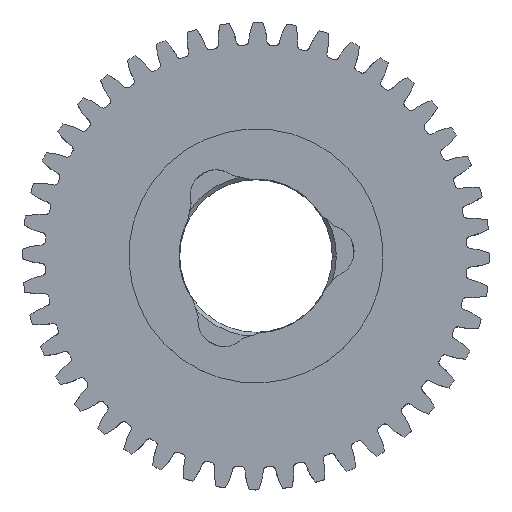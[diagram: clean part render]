
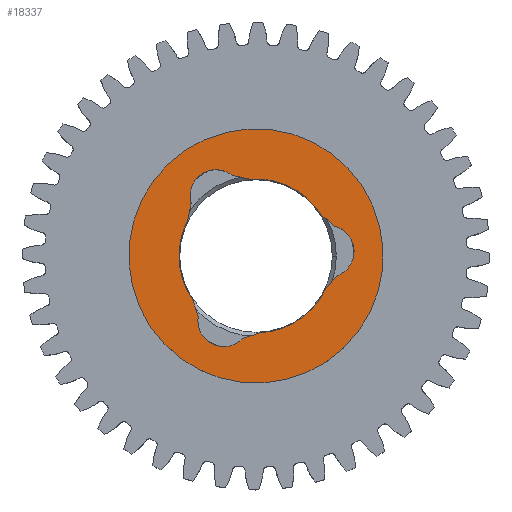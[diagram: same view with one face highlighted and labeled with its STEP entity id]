
A CAD part, top view. The second image highlights one B-rep face of the part: STEP entity #18337.
In plain terms, the highlighted planar face has unit normal (0, 0, 1).
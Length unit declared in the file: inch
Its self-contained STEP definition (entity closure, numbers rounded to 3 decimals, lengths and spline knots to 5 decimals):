
#1772 = DIRECTION ( 'NONE',  ( 0.063, -0.998, 0. ) ) ;
#1793 = DIRECTION ( 'NONE',  ( 0., 0., 1. ) ) ;
#1794 = DIRECTION ( 'NONE',  ( 0.063, -0.998, 0. ) ) ;
#1795 = CARTESIAN_POINT ( 'NONE',  ( 0., 0., 0.38 ) ) ;
#1798 = CARTESIAN_POINT ( 'NONE',  ( 0., 0., 0.38 ) ) ;
#1799 = DIRECTION ( 'NONE',  ( 0., 0., 1. ) ) ;
#1803 = CARTESIAN_POINT ( 'NONE',  ( 0., 0., 0.38 ) ) ;
#1804 = DIRECTION ( 'NONE',  ( 0., 0., 1. ) ) ;
#1805 = DIRECTION ( 'NONE',  ( 0.063, -0.998, 0. ) ) ;
#2156 = DIRECTION ( 'NONE',  ( 0.063, -0.998, 0. ) ) ;
#2157 = CARTESIAN_POINT ( 'NONE',  ( 0., 0., 0.38 ) ) ;
#2158 = DIRECTION ( 'NONE',  ( 0., 0., 1. ) ) ;
#2166 = CARTESIAN_POINT ( 'NONE',  ( -0.11622, 0.39545, 0.38 ) ) ;
#2168 = DIRECTION ( 'NONE',  ( 0.063, -0.998, 0. ) ) ;
#2169 = DIRECTION ( 'NONE',  ( 0., 0., 1. ) ) ;
#2170 = CARTESIAN_POINT ( 'NONE',  ( 0.3543, 0.02227, 0.38 ) ) ;
#2172 = CARTESIAN_POINT ( 'NONE',  ( -0.06579, -0.40689, 0.38 ) ) ;
#2195 = DIRECTION ( 'NONE',  ( -0.978, 0.208, 0. ) ) ;
#2198 = DIRECTION ( 'NONE',  ( 0.944, 0.329, 0. ) ) ;
#2199 = DIRECTION ( 'NONE',  ( 0.833, 0.553, 0. ) ) ;
#2200 = DIRECTION ( 'NONE',  ( 0., 0., 1. ) ) ;
#2201 = CARTESIAN_POINT ( 'NONE',  ( -0.19644, 0.2957, 0.38 ) ) ;
#2202 = DIRECTION ( 'NONE',  ( -0.187, -0.982, 0. ) ) ;
#2210 = CARTESIAN_POINT ( 'NONE',  ( -0.31948, 0.26042, 0.38 ) ) ;
#2211 = DIRECTION ( 'NONE',  ( 0.308, -0.951, 0. ) ) ;
#2212 = CARTESIAN_POINT ( 'NONE',  ( -0.28436, -0.29837, 0.38 ) ) ;
#2213 = CARTESIAN_POINT ( 'NONE',  ( 0.38527, 0.14646, 0.38 ) ) ;
#2214 = CARTESIAN_POINT ( 'NONE',  ( -0.15787, -0.31797, 0.38 ) ) ;
#2215 = DIRECTION ( 'NONE',  ( -0.757, 0.653, 0. ) ) ;
#2216 = CARTESIAN_POINT ( 'NONE',  ( 0.40058, -0.09707, 0.38 ) ) ;
#2217 = DIRECTION ( 'NONE',  ( -0.896, 0.445, 0. ) ) ;
#2218 = DIRECTION ( 'NONE',  ( 0., 0., 1. ) ) ;
#2220 = DIRECTION ( 'NONE',  ( 0.67, 0.743, 0. ) ) ;
#4851 = CARTESIAN_POINT ( 'NONE',  ( 0., 0., 0.38 ) ) ;
#4854 = PLANE ( 'NONE',  #12791 ) ;
#4856 = DIRECTION ( 'NONE',  ( 0., 0., 1. ) ) ;
#4857 = DIRECTION ( 'NONE',  ( 0.063, -0.998, 0. ) ) ;
#6294 = FACE_BOUND ( 'NONE', #16970, .T. ) ;
#6300 = FACE_OUTER_BOUND ( 'NONE', #16685, .T. ) ;
#6479 = CIRCLE ( 'NONE', #12685, 0.3785 ) ;
#6481 = CIRCLE ( 'NONE', #12684, 0.625 ) ;
#6503 = CIRCLE ( 'NONE', #12697, 0.128 ) ;
#6531 = ORIENTED_EDGE ( 'NONE', *, *, #12262, .F. ) ;
#6532 = ORIENTED_EDGE ( 'NONE', *, *, #12273, .F. ) ;
#6533 = ORIENTED_EDGE ( 'NONE', *, *, #12498, .F. ) ;
#6534 = ORIENTED_EDGE ( 'NONE', *, *, #12259, .F. ) ;
#6535 = ORIENTED_EDGE ( 'NONE', *, *, #12265, .F. ) ;
#6536 = ORIENTED_EDGE ( 'NONE', *, *, #12260, .F. ) ;
#6538 = ORIENTED_EDGE ( 'NONE', *, *, #12258, .F. ) ;
#6563 = CIRCLE ( 'NONE', #12621, 0.625 ) ;
#6570 = ORIENTED_EDGE ( 'NONE', *, *, #12261, .F. ) ;
#6572 = ORIENTED_EDGE ( 'NONE', *, *, #12522, .F. ) ;
#6573 = ORIENTED_EDGE ( 'NONE', *, *, #12276, .T. ) ;
#6574 = ORIENTED_EDGE ( 'NONE', *, *, #12253, .F. ) ;
#6575 = ORIENTED_EDGE ( 'NONE', *, *, #12255, .F. ) ;
#6576 = ORIENTED_EDGE ( 'NONE', *, *, #12269, .F. ) ;
#6632 = LINE ( 'NONE', #2210, #6637 ) ;
#6633 = CIRCLE ( 'NONE', #12611, 0.128 ) ;
#6634 = LINE ( 'NONE', #2172, #6640 ) ;
#6635 = VECTOR ( 'NONE', #2211, 39.37008 ) ;
#6636 = CIRCLE ( 'NONE', #12613, 0.128 ) ;
#6637 = VECTOR ( 'NONE', #2202, 39.37008 ) ;
#6638 = LINE ( 'NONE', #2212, #6635 ) ;
#6639 = LINE ( 'NONE', #2216, #6661 ) ;
#6640 = VECTOR ( 'NONE', #2198, 39.37008 ) ;
#6641 = ORIENTED_EDGE ( 'NONE', *, *, #12495, .T. ) ;
#6650 = CIRCLE ( 'NONE', #12618, 0.3785 ) ;
#6654 = CIRCLE ( 'NONE', #12616, 0.3785 ) ;
#6656 = VECTOR ( 'NONE', #2195, 39.37008 ) ;
#6658 = VECTOR ( 'NONE', #2215, 39.37008 ) ;
#6659 = LINE ( 'NONE', #2166, #6656 ) ;
#6660 = LINE ( 'NONE', #2213, #6658 ) ;
#6661 = VECTOR ( 'NONE', #2220, 39.37008 ) ;
#6662 = CIRCLE ( 'NONE', #12614, 0.128 ) ;
#6686 = ORIENTED_EDGE ( 'NONE', *, *, #12257, .F. ) ;
#6687 = ORIENTED_EDGE ( 'NONE', *, *, #12256, .F. ) ;
#6695 = CIRCLE ( 'NONE', #12620, 0.3785 ) ;
#8037 = DIRECTION ( 'NONE',  ( 0.063, -0.998, 0. ) ) ;
#8038 = DIRECTION ( 'NONE',  ( 0., 0., 1. ) ) ;
#8039 = CARTESIAN_POINT ( 'NONE',  ( 0., 0., 0.38 ) ) ;
#8043 = DIRECTION ( 'NONE',  ( 0.063, -0.998, 0. ) ) ;
#8044 = DIRECTION ( 'NONE',  ( 0., 0., 1. ) ) ;
#8045 = CARTESIAN_POINT ( 'NONE',  ( 0., 0., 0.38 ) ) ;
#10252 = CARTESIAN_POINT ( 'NONE',  ( -0.15787, -0.31797, 0.38 ) ) ;
#10253 = DIRECTION ( 'NONE',  ( 0., 0., 1. ) ) ;
#10254 = DIRECTION ( 'NONE',  ( -0.896, 0.445, 0. ) ) ;
#12253 = EDGE_CURVE ( 'NONE', #16714, #17266, #6633, .T. ) ;
#12255 = EDGE_CURVE ( 'NONE', #17266, #17259, #6632, .T. ) ;
#12256 = EDGE_CURVE ( 'NONE', #17241, #17021, #6638, .T. ) ;
#12257 = EDGE_CURVE ( 'NONE', #17021, #16795, #6636, .T. ) ;
#12258 = EDGE_CURVE ( 'NONE', #16794, #16843, #6634, .T. ) ;
#12259 = EDGE_CURVE ( 'NONE', #17242, #17265, #6639, .T. ) ;
#12260 = EDGE_CURVE ( 'NONE', #17265, #17257, #6662, .T. ) ;
#12261 = EDGE_CURVE ( 'NONE', #17257, #16791, #6660, .T. ) ;
#12262 = EDGE_CURVE ( 'NONE', #17246, #16714, #6659, .T. ) ;
#12265 = EDGE_CURVE ( 'NONE', #16843, #17242, #6654, .T. ) ;
#12269 = EDGE_CURVE ( 'NONE', #17259, #17241, #6650, .T. ) ;
#12273 = EDGE_CURVE ( 'NONE', #17121, #17246, #6695, .T. ) ;
#12276 = EDGE_CURVE ( 'NONE', #16790, #16783, #6563, .T. ) ;
#12495 = EDGE_CURVE ( 'NONE', #16783, #16790, #6481, .T. ) ;
#12498 = EDGE_CURVE ( 'NONE', #16791, #17121, #6479, .T. ) ;
#12522 = EDGE_CURVE ( 'NONE', #16795, #16794, #6503, .T. ) ;
#12611 = AXIS2_PLACEMENT_3D ( 'NONE', #2201, #2200, #2199 ) ;
#12613 = AXIS2_PLACEMENT_3D ( 'NONE', #2214, #2218, #2217 ) ;
#12614 = AXIS2_PLACEMENT_3D ( 'NONE', #2170, #2169, #2168 ) ;
#12616 = AXIS2_PLACEMENT_3D ( 'NONE', #2157, #2158, #2156 ) ;
#12618 = AXIS2_PLACEMENT_3D ( 'NONE', #1795, #1793, #1794 ) ;
#12620 = AXIS2_PLACEMENT_3D ( 'NONE', #1798, #1799, #1805 ) ;
#12621 = AXIS2_PLACEMENT_3D ( 'NONE', #1803, #1804, #1772 ) ;
#12684 = AXIS2_PLACEMENT_3D ( 'NONE', #8045, #8044, #8043 ) ;
#12685 = AXIS2_PLACEMENT_3D ( 'NONE', #8039, #8038, #8037 ) ;
#12697 = AXIS2_PLACEMENT_3D ( 'NONE', #10252, #10253, #10254 ) ;
#12791 = AXIS2_PLACEMENT_3D ( 'NONE', #4851, #4856, #4857 ) ;
#14823 = CARTESIAN_POINT ( 'NONE',  ( -0.28436, -0.29837, 0.38 ) ) ;
#14824 = CARTESIAN_POINT ( 'NONE',  ( -0.02374, 0.37775, 0.38 ) ) ;
#14840 = CARTESIAN_POINT ( 'NONE',  ( 0.34211, -0.16193, 0.38 ) ) ;
#14842 = CARTESIAN_POINT ( 'NONE',  ( 0.38527, 0.14646, 0.38 ) ) ;
#14865 = CARTESIAN_POINT ( 'NONE',  ( -0.03082, 0.37724, 0.38 ) ) ;
#14876 = CARTESIAN_POINT ( 'NONE',  ( -0.3358, 0.17464, 0.38 ) ) ;
#14878 = CARTESIAN_POINT ( 'NONE',  ( -0.31129, -0.21531, 0.38 ) ) ;
#14891 = CARTESIAN_POINT ( 'NONE',  ( 0.40058, -0.09707, 0.38 ) ) ;
#15084 = CARTESIAN_POINT ( 'NONE',  ( -0.11622, 0.39545, 0.38 ) ) ;
#15111 = CARTESIAN_POINT ( 'NONE',  ( 0.0392, -0.62377, 0.38 ) ) ;
#15121 = CARTESIAN_POINT ( 'NONE',  ( 0.31915, 0.20349, 0.38 ) ) ;
#15128 = CARTESIAN_POINT ( 'NONE',  ( -0.0392, 0.62377, 0.38 ) ) ;
#15131 = CARTESIAN_POINT ( 'NONE',  ( -0.06579, -0.40689, 0.38 ) ) ;
#15132 = CARTESIAN_POINT ( 'NONE',  ( -0.14984, -0.44572, 0.38 ) ) ;
#15153 = CARTESIAN_POINT ( 'NONE',  ( 0.01666, -0.37813, 0.38 ) ) ;
#15330 = CARTESIAN_POINT ( 'NONE',  ( -0.31948, 0.26042, 0.38 ) ) ;
#16685 = EDGE_LOOP ( 'NONE', ( #6573, #6641 ) ) ;
#16714 = VERTEX_POINT ( 'NONE', #15084 ) ;
#16783 = VERTEX_POINT ( 'NONE', #15111 ) ;
#16790 = VERTEX_POINT ( 'NONE', #15128 ) ;
#16791 = VERTEX_POINT ( 'NONE', #15121 ) ;
#16794 = VERTEX_POINT ( 'NONE', #15131 ) ;
#16795 = VERTEX_POINT ( 'NONE', #15132 ) ;
#16843 = VERTEX_POINT ( 'NONE', #15153 ) ;
#16970 = EDGE_LOOP ( 'NONE', ( #6531, #6532, #6533, #6570, #6536, #6534, #6535, #6538, #6572, #6686, #6687, #6576, #6575, #6574 ) ) ;
#17021 = VERTEX_POINT ( 'NONE', #14823 ) ;
#17121 = VERTEX_POINT ( 'NONE', #14824 ) ;
#17241 = VERTEX_POINT ( 'NONE', #14878 ) ;
#17242 = VERTEX_POINT ( 'NONE', #14840 ) ;
#17246 = VERTEX_POINT ( 'NONE', #14865 ) ;
#17257 = VERTEX_POINT ( 'NONE', #14842 ) ;
#17259 = VERTEX_POINT ( 'NONE', #14876 ) ;
#17265 = VERTEX_POINT ( 'NONE', #14891 ) ;
#17266 = VERTEX_POINT ( 'NONE', #15330 ) ;
#18337 = ADVANCED_FACE ( 'NONE', ( #6294, #6300 ), #4854, .T. ) ;
